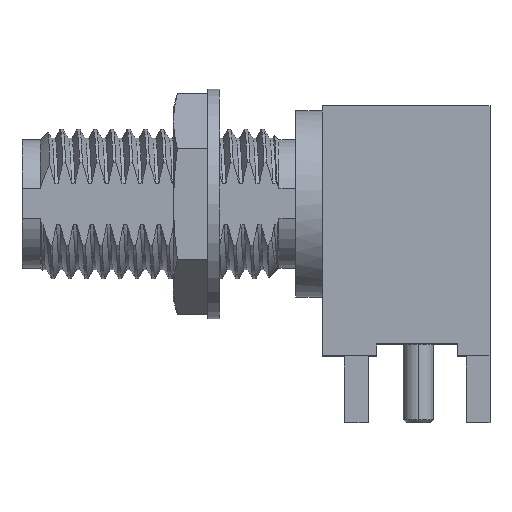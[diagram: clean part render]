
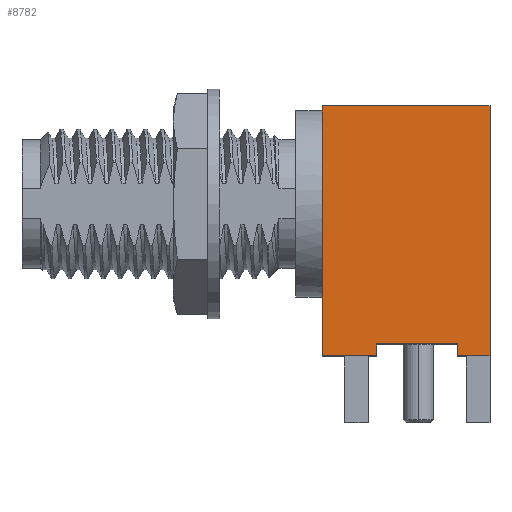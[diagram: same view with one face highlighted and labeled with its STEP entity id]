
A CAD part, top view. The second image highlights one B-rep face of the part: STEP entity #8782.
In plain terms, the highlighted planar face has unit normal (0, 0, 1).
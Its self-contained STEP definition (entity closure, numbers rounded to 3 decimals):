
#1359=DIRECTION('',(0.,1.,0.));
#1360=VECTOR('',#1359,2.37);
#1361=CARTESIAN_POINT('',(9.502,1.72,3.5));
#1362=LINE('',#1361,#1360);
#1406=DIRECTION('',(0.,1.,0.));
#1407=VECTOR('',#1406,4.63);
#1408=CARTESIAN_POINT('',(9.502,-6.35,3.5));
#1409=LINE('',#1408,#1407);
#1431=DIRECTION('',(0.,1.,0.));
#1432=VECTOR('',#1431,10.44);
#1433=CARTESIAN_POINT('',(16.502,-6.35,3.5));
#1434=LINE('',#1433,#1432);
#1435=DIRECTION('',(0.,1.,0.));
#1436=VECTOR('',#1435,0.5);
#1437=CARTESIAN_POINT('',(11.762,-6.35,3.5));
#1438=LINE('',#1437,#1436);
#1439=DIRECTION('',(1.,0.,0.));
#1440=VECTOR('',#1439,2.26);
#1441=CARTESIAN_POINT('',(9.502,-6.35,3.5));
#1442=LINE('',#1441,#1440);
#1443=DIRECTION('',(0.,-1.,0.));
#1444=VECTOR('',#1443,3.441);
#1445=CARTESIAN_POINT('',(9.502,1.72,3.5));
#1446=LINE('',#1445,#1444);
#1447=DIRECTION('',(-1.,0.,0.));
#1448=VECTOR('',#1447,7.);
#1449=CARTESIAN_POINT('',(16.502,4.09,3.5));
#1450=LINE('',#1449,#1448);
#1563=DIRECTION('',(-1.,0.,0.));
#1564=VECTOR('',#1563,1.34);
#1565=CARTESIAN_POINT('',(16.502,-6.35,3.5));
#1566=LINE('',#1565,#1564);
#1611=DIRECTION('',(-1.,0.,0.));
#1612=VECTOR('',#1611,3.4);
#1613=CARTESIAN_POINT('',(15.162,-5.85,3.5));
#1614=LINE('',#1613,#1612);
#1629=DIRECTION('',(0.,1.,0.));
#1630=VECTOR('',#1629,0.5);
#1631=CARTESIAN_POINT('',(15.162,-6.35,3.5));
#1632=LINE('',#1631,#1630);
#6551=CARTESIAN_POINT('',(9.502,1.72,3.5));
#6552=CARTESIAN_POINT('',(9.502,-1.72,3.5));
#6553=VERTEX_POINT('',#6551);
#6554=VERTEX_POINT('',#6552);
#6829=CARTESIAN_POINT('',(11.762,-5.85,3.5));
#6830=VERTEX_POINT('',#6829);
#6831=CARTESIAN_POINT('',(15.162,-5.85,3.5));
#6832=VERTEX_POINT('',#6831);
#6855=CARTESIAN_POINT('',(11.762,-6.35,3.5));
#6856=VERTEX_POINT('',#6855);
#6857=CARTESIAN_POINT('',(9.502,-6.35,3.5));
#6858=VERTEX_POINT('',#6857);
#6898=CARTESIAN_POINT('',(16.502,-6.35,3.5));
#6900=VERTEX_POINT('',#6898);
#6901=CARTESIAN_POINT('',(16.502,4.09,3.5));
#6902=VERTEX_POINT('',#6901);
#6909=CARTESIAN_POINT('',(9.502,4.09,3.5));
#6910=VERTEX_POINT('',#6909);
#6911=CARTESIAN_POINT('',(15.162,-6.35,3.5));
#6912=VERTEX_POINT('',#6911);
#8758=CARTESIAN_POINT('',(13.462,0.,3.5));
#8759=DIRECTION('',(0.,0.,1.));
#8760=DIRECTION('',(1.,0.,0.));
#8761=AXIS2_PLACEMENT_3D('',#8758,#8759,#8760);
#8762=PLANE('',#8761);
#8764=ORIENTED_EDGE('',*,*,#8763,.F.);
#8766=ORIENTED_EDGE('',*,*,#8765,.T.);
#8768=ORIENTED_EDGE('',*,*,#8767,.T.);
#8770=ORIENTED_EDGE('',*,*,#8769,.T.);
#8772=ORIENTED_EDGE('',*,*,#8771,.F.);
#8774=ORIENTED_EDGE('',*,*,#8773,.F.);
#8775=ORIENTED_EDGE('',*,*,#8741,.T.);
#8777=ORIENTED_EDGE('',*,*,#8776,.F.);
#8778=ORIENTED_EDGE('',*,*,#8685,.T.);
#8779=ORIENTED_EDGE('',*,*,#8704,.F.);
#8780=EDGE_LOOP('',(#8764,#8766,#8768,#8770,#8772,#8774,#8775,#8777,#8778,
#8779));
#8781=FACE_OUTER_BOUND('',#8780,.F.);
#8782=ADVANCED_FACE('',(#8781),#8762,.T.);
#8685=EDGE_CURVE('',#6553,#6910,#1362,.T.);
#8704=EDGE_CURVE('',#6902,#6910,#1450,.T.);
#8741=EDGE_CURVE('',#6858,#6554,#1409,.T.);
#8763=EDGE_CURVE('',#6900,#6902,#1434,.T.);
#8765=EDGE_CURVE('',#6900,#6912,#1566,.T.);
#8767=EDGE_CURVE('',#6912,#6832,#1632,.T.);
#8769=EDGE_CURVE('',#6832,#6830,#1614,.T.);
#8771=EDGE_CURVE('',#6856,#6830,#1438,.T.);
#8773=EDGE_CURVE('',#6858,#6856,#1442,.T.);
#8776=EDGE_CURVE('',#6553,#6554,#1446,.T.);
